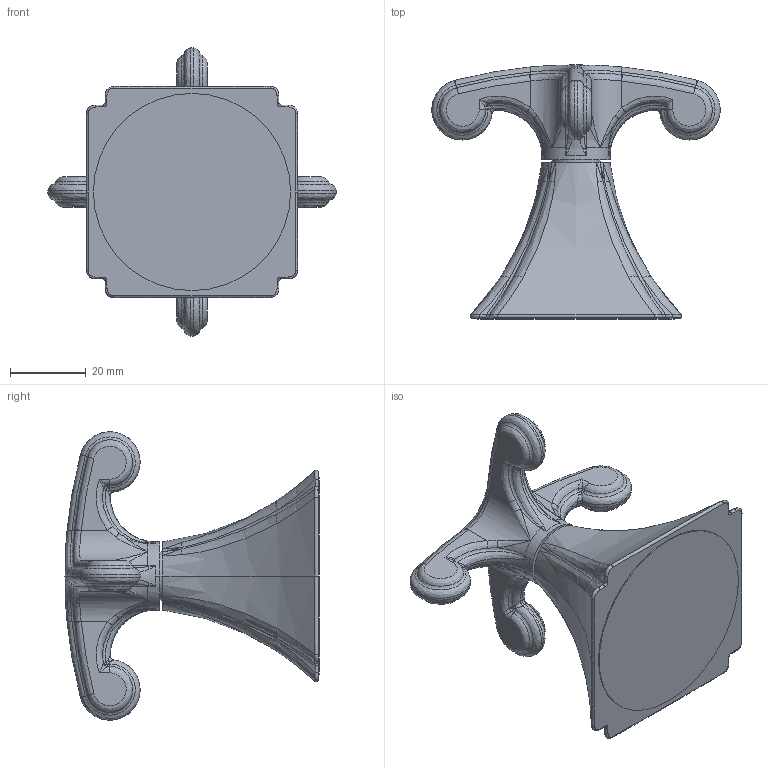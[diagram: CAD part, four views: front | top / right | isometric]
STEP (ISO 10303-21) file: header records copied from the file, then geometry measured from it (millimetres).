
FILE_DESCRIPTION((''),'2;1');
FILE_NAME('11978','2021-01-04T14:54:50',('jinson.thomas'),(''),'CREO PARAMETRIC BY PTC INC, 2018400','CREO PARAMETRIC BY PTC INC, 2018400','');
FILE_SCHEMA(('CONFIG_CONTROL_DESIGN'));
Length unit declared in the file: inch
Products named in the file (1): 11978
Bounding box: 76.2 x 67.16 x 76.2 mm (x, y, z)
Volume: 61924.1 mm3; surface area: 14488.8 mm2
Topology: 1 solids, 1 shells, 311 faces, 699 edges, 385 vertices
Faces by surface type: bspline 236, cylinder 34, torus 16, sphere 13, plane 12
Entity records: 21289 total; most frequent: CARTESIAN_POINT 15993, ORIENTED_EDGE 1382, DIRECTION 696, EDGE_CURVE 691, B_SPLINE_CURVE_WITH_KNOTS 399, VERTEX_POINT 385, AXIS2_PLACEMENT_3D 329, EDGE_LOOP 314
